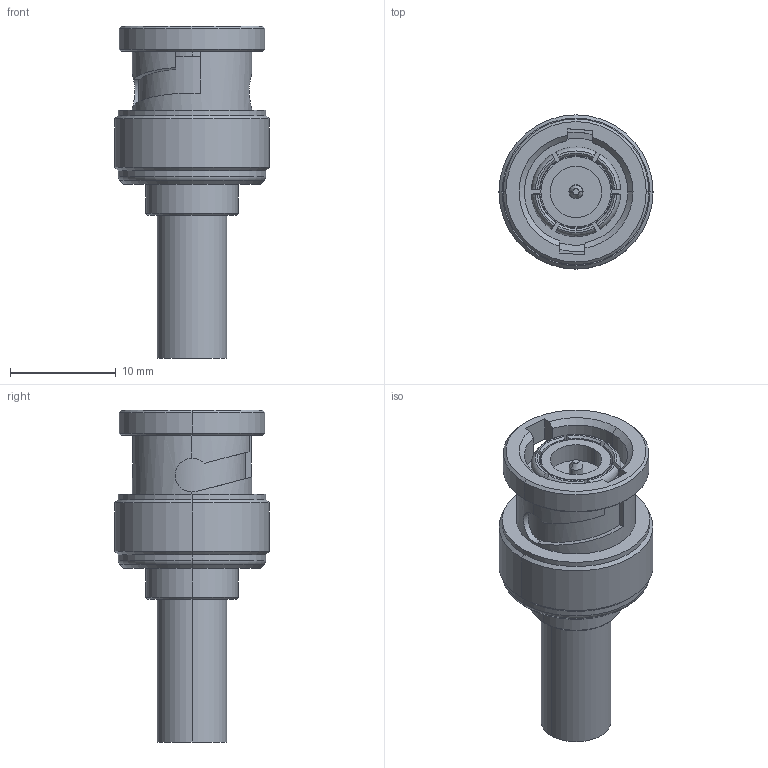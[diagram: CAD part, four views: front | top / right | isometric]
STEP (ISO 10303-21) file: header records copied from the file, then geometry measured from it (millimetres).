
FILE_DESCRIPTION (( 'STEP AP214' ), '1' );
FILE_NAME ('J01000A0008.STEP', '2018-11-20T14:13:02', ( '' ), ( '' ), 'SwSTEP 2.0', 'SolidWorks 2017', '' );
FILE_SCHEMA (( 'AUTOMOTIVE_DESIGN' ));
Length unit declared in the file: millimetre
Products named in the file (1): J01000A0008
Bounding box: 14.6 x 14.6 x 31.45 mm (x, y, z)
Volume: 2234.1 mm3; surface area: 1880.1 mm2
Topology: 1 solids, 1 shells, 129 faces, 314 edges, 200 vertices
Faces by surface type: cylinder 48, plane 41, cone 32, torus 8
Entity records: 5375 total; most frequent: CARTESIAN_POINT 1012, ORIENTED_EDGE 628, DIRECTION 626, EDGE_CURVE 314, AXIS2_PLACEMENT_3D 242, VERTEX_POINT 200, EDGE_LOOP 146, LINE 142
